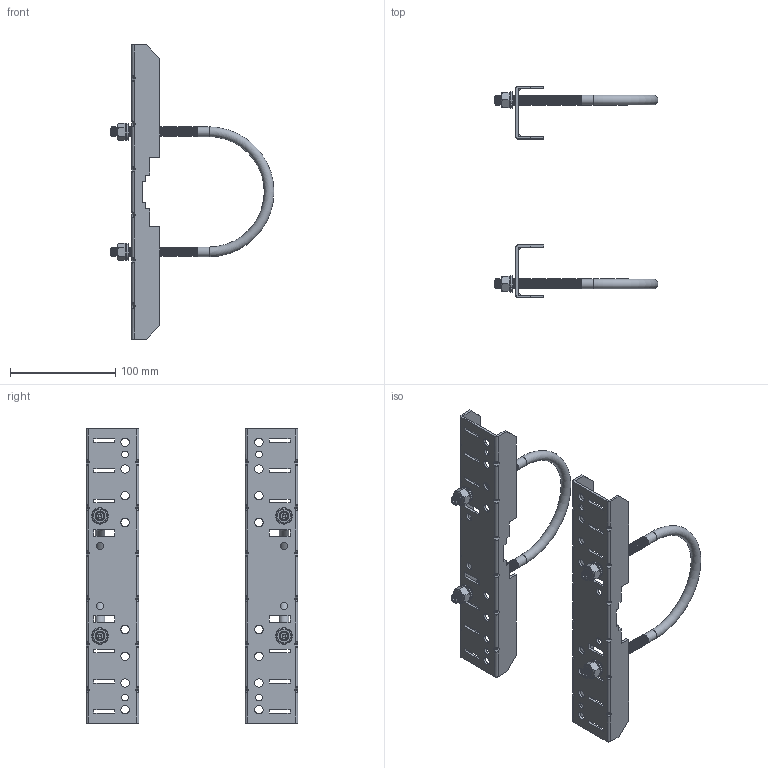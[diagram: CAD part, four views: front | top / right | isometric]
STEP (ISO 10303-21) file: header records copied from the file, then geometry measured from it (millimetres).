
FILE_DESCRIPTION (( 'STEP AP214' ), '1' );
FILE_NAME ('TEF-PMT13.STEP', '2018-11-20T20:28:29', ( '' ), ( '' ), 'SwSTEP 2.0', 'SolidWorks 2017', '' );
FILE_SCHEMA (( 'AUTOMOTIVE_DESIGN' ));
Length unit declared in the file: inch
Products named in the file (3): XHW-UBLT05; 1BE04-006; TEF-PMT13
Assembly tree (4 placements, depth 2):
  TEF-PMT13
    1BE04-006  x2
    XHW-UBLT05  x2
Bounding box: 155.57 x 200.73 x 279.4 mm (x, y, z)
Volume: 159985.5 mm3; surface area: 132696.7 mm2
Topology: 4 solids, 4 shells, 1214 faces, 2928 edges, 1762 vertices
Faces by surface type: cone 592, plane 390, cylinder 124, bspline 90, torus 18
Full cylindrical faces by diameter (mm): 3.48 x4, 6.35 x4, 7.137 x4, 7.925 x16, 9.246 x4, 10.312 x4
Entity records: 25737 total; most frequent: CARTESIAN_POINT 6767, DIRECTION 2440, ORIENTED_EDGE 2244, EDGE_CURVE 1122, EDGE_LOOP 990, AXIS2_PLACEMENT_3D 935, VERTEX_POINT 858, FACE_OUTER_BOUND 630
